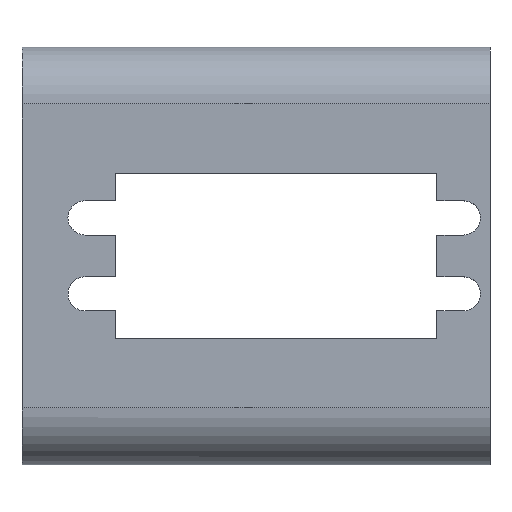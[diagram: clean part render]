
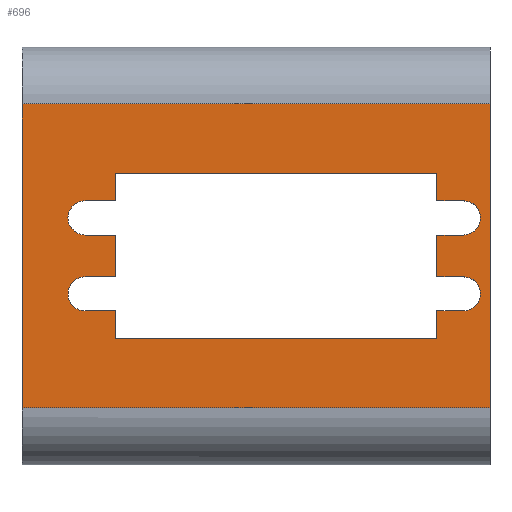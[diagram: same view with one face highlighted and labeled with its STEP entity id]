
A CAD part, top view. The second image highlights one B-rep face of the part: STEP entity #696.
In plain terms, the highlighted planar face has unit normal (0, 0, 1).
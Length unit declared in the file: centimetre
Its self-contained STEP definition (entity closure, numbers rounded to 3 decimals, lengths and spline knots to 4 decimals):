
#128=CIRCLE('',#721,0.225);
#129=CIRCLE('',#726,0.225);
#130=CIRCLE('',#733,0.225);
#131=CIRCLE('',#738,0.225);
#149=VERTEX_POINT('',#932);
#150=VERTEX_POINT('',#934);
#154=VERTEX_POINT('',#944);
#155=VERTEX_POINT('',#946);
#174=VERTEX_POINT('',#992);
#175=VERTEX_POINT('',#994);
#176=VERTEX_POINT('',#998);
#177=VERTEX_POINT('',#1002);
#178=VERTEX_POINT('',#1006);
#179=VERTEX_POINT('',#1010);
#180=VERTEX_POINT('',#1014);
#181=VERTEX_POINT('',#1018);
#182=VERTEX_POINT('',#1022);
#183=VERTEX_POINT('',#1026);
#184=VERTEX_POINT('',#1030);
#185=VERTEX_POINT('',#1034);
#186=VERTEX_POINT('',#1038);
#187=VERTEX_POINT('',#1042);
#188=VERTEX_POINT('',#1046);
#189=VERTEX_POINT('',#1050);
#190=VERTEX_POINT('',#1054);
#191=VERTEX_POINT('',#1058);
#192=VERTEX_POINT('',#1062);
#193=VERTEX_POINT('',#1066);
#206=VECTOR('',#773,1.);
#209=VECTOR('',#784,1.);
#210=VECTOR('',#792,1.);
#227=VECTOR('',#821,1.);
#230=VECTOR('',#829,1.);
#232=VECTOR('',#832,1.);
#234=VECTOR('',#835,1.);
#237=VECTOR('',#843,1.);
#239=VECTOR('',#846,1.);
#240=VECTOR('',#848,1.);
#242=VECTOR('',#851,1.);
#244=VECTOR('',#854,1.);
#247=VECTOR('',#862,1.);
#249=VECTOR('',#865,1.);
#251=VECTOR('',#868,1.);
#254=VECTOR('',#876,1.);
#256=VECTOR('',#879,1.);
#258=VECTOR('',#882,1.);
#260=VECTOR('',#887,1.);
#261=VECTOR('',#897,1.);
#272=LINE('',#933,#206);
#275=LINE('',#945,#209);
#276=LINE('',#953,#210);
#293=LINE('',#995,#227);
#296=LINE('',#1003,#230);
#298=LINE('',#1007,#232);
#300=LINE('',#1011,#234);
#303=LINE('',#1019,#237);
#305=LINE('',#1023,#239);
#306=LINE('',#1025,#240);
#308=LINE('',#1029,#242);
#310=LINE('',#1033,#244);
#313=LINE('',#1041,#247);
#315=LINE('',#1045,#249);
#317=LINE('',#1049,#251);
#320=LINE('',#1057,#254);
#322=LINE('',#1061,#256);
#324=LINE('',#1065,#258);
#326=LINE('',#1070,#260);
#327=LINE('',#1078,#261);
#342=EDGE_CURVE('',#149,#150,#272,.T.);
#348=EDGE_CURVE('',#154,#155,#275,.T.);
#352=EDGE_CURVE('',#149,#155,#276,.T.);
#373=EDGE_CURVE('',#174,#175,#293,.T.);
#375=EDGE_CURVE('',#176,#174,#128,.T.);
#377=EDGE_CURVE('',#177,#176,#296,.T.);
#379=EDGE_CURVE('',#178,#177,#298,.T.);
#381=EDGE_CURVE('',#179,#178,#300,.T.);
#383=EDGE_CURVE('',#180,#179,#129,.T.);
#385=EDGE_CURVE('',#181,#180,#303,.T.);
#387=EDGE_CURVE('',#182,#181,#305,.T.);
#388=EDGE_CURVE('',#183,#182,#306,.T.);
#390=EDGE_CURVE('',#184,#183,#308,.T.);
#392=EDGE_CURVE('',#185,#184,#310,.T.);
#394=EDGE_CURVE('',#186,#185,#130,.T.);
#396=EDGE_CURVE('',#187,#186,#313,.T.);
#398=EDGE_CURVE('',#188,#187,#315,.T.);
#400=EDGE_CURVE('',#189,#188,#317,.T.);
#402=EDGE_CURVE('',#190,#189,#131,.T.);
#404=EDGE_CURVE('',#191,#190,#320,.T.);
#406=EDGE_CURVE('',#192,#191,#322,.T.);
#408=EDGE_CURVE('',#193,#192,#324,.T.);
#411=EDGE_CURVE('',#175,#193,#326,.T.);
#415=EDGE_CURVE('',#154,#150,#327,.T.);
#564=ORIENTED_EDGE('',*,*,#373,.T.);
#565=ORIENTED_EDGE('',*,*,#411,.T.);
#566=ORIENTED_EDGE('',*,*,#408,.T.);
#567=ORIENTED_EDGE('',*,*,#406,.T.);
#568=ORIENTED_EDGE('',*,*,#404,.T.);
#569=ORIENTED_EDGE('',*,*,#402,.T.);
#570=ORIENTED_EDGE('',*,*,#400,.T.);
#571=ORIENTED_EDGE('',*,*,#398,.T.);
#572=ORIENTED_EDGE('',*,*,#396,.T.);
#573=ORIENTED_EDGE('',*,*,#394,.T.);
#574=ORIENTED_EDGE('',*,*,#392,.T.);
#575=ORIENTED_EDGE('',*,*,#390,.T.);
#576=ORIENTED_EDGE('',*,*,#388,.T.);
#577=ORIENTED_EDGE('',*,*,#387,.T.);
#578=ORIENTED_EDGE('',*,*,#385,.T.);
#579=ORIENTED_EDGE('',*,*,#383,.T.);
#580=ORIENTED_EDGE('',*,*,#381,.T.);
#581=ORIENTED_EDGE('',*,*,#379,.T.);
#582=ORIENTED_EDGE('',*,*,#377,.T.);
#583=ORIENTED_EDGE('',*,*,#375,.T.);
#584=ORIENTED_EDGE('',*,*,#352,.T.);
#585=ORIENTED_EDGE('',*,*,#348,.F.);
#586=ORIENTED_EDGE('',*,*,#415,.T.);
#587=ORIENTED_EDGE('',*,*,#342,.F.);
#624=EDGE_LOOP('',(#564,#565,#566,#567,#568,#569,#570,#571,#572,#573,#574,
#575,#576,#577,#578,#579,#580,#581,#582,#583));
#625=EDGE_LOOP('',(#584,#585,#586,#587));
#662=FACE_BOUND('',#624,.T.);
#663=FACE_BOUND('',#625,.T.);
#696=ADVANCED_FACE('',(#662,#663),#1102,.T.);
#721=AXIS2_PLACEMENT_3D('',#999,#825,#826);
#726=AXIS2_PLACEMENT_3D('',#1015,#839,#840);
#733=AXIS2_PLACEMENT_3D('',#1037,#858,#859);
#738=AXIS2_PLACEMENT_3D('',#1053,#872,#873);
#749=AXIS2_PLACEMENT_3D('',#1079,#898,$);
#773=DIRECTION('',(-1.,0.,0.));
#784=DIRECTION('',(1.,0.,0.));
#792=DIRECTION('',(0.,1.,0.));
#821=DIRECTION('',(-1.,0.,0.));
#825=DIRECTION('',(0.,0.,-1.));
#826=DIRECTION('',(0.225,0.,0.));
#829=DIRECTION('',(1.,0.,0.));
#832=DIRECTION('',(0.,-1.,0.));
#835=DIRECTION('',(-1.,0.,0.));
#839=DIRECTION('',(0.,0.,-1.));
#840=DIRECTION('',(0.225,0.,0.));
#843=DIRECTION('',(1.,0.,0.));
#846=DIRECTION('',(0.,-1.,0.));
#848=DIRECTION('',(1.,0.,0.));
#851=DIRECTION('',(0.,1.,0.));
#854=DIRECTION('',(1.,0.,0.));
#858=DIRECTION('',(0.,0.,-1.));
#859=DIRECTION('',(0.225,0.,0.));
#862=DIRECTION('',(-1.,0.,0.));
#865=DIRECTION('',(0.,1.,0.));
#868=DIRECTION('',(1.,0.,0.));
#872=DIRECTION('',(0.,0.,-1.));
#873=DIRECTION('',(0.225,0.,0.));
#876=DIRECTION('',(-1.,0.,0.));
#879=DIRECTION('',(0.,1.,0.));
#882=DIRECTION('',(-1.,0.,0.));
#887=DIRECTION('',(0.,-1.,0.));
#897=DIRECTION('',(0.,-1.,0.));
#898=DIRECTION('',(0.,0.,1.));
#932=CARTESIAN_POINT('',(4.78,-2.99,2.6));
#933=CARTESIAN_POINT('',(-0.75,-2.99,2.6));
#934=CARTESIAN_POINT('',(-1.38,-2.99,2.6));
#944=CARTESIAN_POINT('',(-1.38,1.01,2.6));
#945=CARTESIAN_POINT('',(-0.75,1.01,2.6));
#946=CARTESIAN_POINT('',(4.78,1.01,2.6));
#953=CARTESIAN_POINT('',(4.78,-2.99,2.6));
#992=CARTESIAN_POINT('',(4.43,-1.715,2.6));
#994=CARTESIAN_POINT('',(4.08,-1.715,2.6));
#995=CARTESIAN_POINT('',(1.7525,-1.715,2.6));
#998=CARTESIAN_POINT('',(4.43,-1.265,2.6));
#999=CARTESIAN_POINT('',(4.43,-1.49,2.6));
#1002=CARTESIAN_POINT('',(4.08,-1.265,2.6));
#1003=CARTESIAN_POINT('',(1.7525,-1.265,2.6));
#1006=CARTESIAN_POINT('',(4.08,-0.715,2.6));
#1007=CARTESIAN_POINT('',(4.08,-0.99,2.6));
#1010=CARTESIAN_POINT('',(4.43,-0.715,2.6));
#1011=CARTESIAN_POINT('',(1.7525,-0.715,2.6));
#1014=CARTESIAN_POINT('',(4.43,-0.265,2.6));
#1015=CARTESIAN_POINT('',(4.43,-0.49,2.6));
#1018=CARTESIAN_POINT('',(4.08,-0.265,2.6));
#1019=CARTESIAN_POINT('',(1.7525,-0.265,2.6));
#1022=CARTESIAN_POINT('',(4.08,0.1,2.6));
#1023=CARTESIAN_POINT('',(4.08,-0.5363,2.6));
#1025=CARTESIAN_POINT('',(0.6075,0.1,2.6));
#1026=CARTESIAN_POINT('',(-0.15,0.1,2.6));
#1029=CARTESIAN_POINT('',(-0.15,-0.5363,2.6));
#1030=CARTESIAN_POINT('',(-0.15,-0.265,2.6));
#1033=CARTESIAN_POINT('',(-0.55,-0.265,2.6));
#1034=CARTESIAN_POINT('',(-0.55,-0.265,2.6));
#1037=CARTESIAN_POINT('',(-0.55,-0.49,2.6));
#1038=CARTESIAN_POINT('',(-0.55,-0.715,2.6));
#1041=CARTESIAN_POINT('',(-0.55,-0.715,2.6));
#1042=CARTESIAN_POINT('',(-0.15,-0.715,2.6));
#1045=CARTESIAN_POINT('',(-0.15,-0.99,2.6));
#1046=CARTESIAN_POINT('',(-0.15,-1.265,2.6));
#1049=CARTESIAN_POINT('',(-0.55,-1.265,2.6));
#1050=CARTESIAN_POINT('',(-0.55,-1.265,2.6));
#1053=CARTESIAN_POINT('',(-0.55,-1.49,2.6));
#1054=CARTESIAN_POINT('',(-0.5481,-1.715,2.6));
#1057=CARTESIAN_POINT('',(-0.5495,-1.715,2.6));
#1058=CARTESIAN_POINT('',(-0.15,-1.715,2.6));
#1061=CARTESIAN_POINT('',(-0.15,-1.4438,2.6));
#1062=CARTESIAN_POINT('',(-0.15,-2.08,2.6));
#1065=CARTESIAN_POINT('',(0.6075,-2.08,2.6));
#1066=CARTESIAN_POINT('',(4.08,-2.08,2.6));
#1070=CARTESIAN_POINT('',(4.08,-1.4438,2.6));
#1078=CARTESIAN_POINT('',(-1.38,-2.99,2.6));
#1079=CARTESIAN_POINT('',(-0.75,-0.99,2.6));
#1102=PLANE('',#749);
